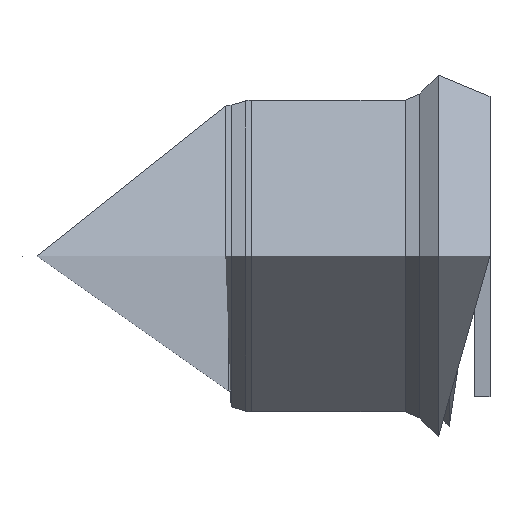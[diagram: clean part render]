
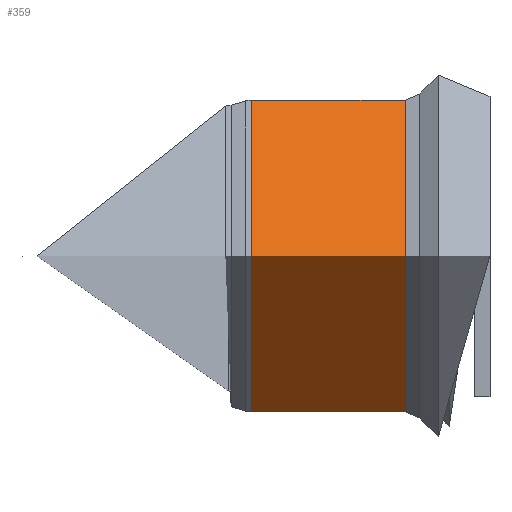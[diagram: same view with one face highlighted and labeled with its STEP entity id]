
A CAD part, top view. The second image highlights one B-rep face of the part: STEP entity #359.
In plain terms, the highlighted free-form (B-spline) face has degree [1, 2] with [2, 9] control points.
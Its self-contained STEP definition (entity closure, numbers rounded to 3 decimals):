
#299 = VERTEX_POINT('',#300);
#300 = CARTESIAN_POINT('',(68.294,0.,15.5));
#306 = EDGE_CURVE('',#307,#299,#309,.T.);
#307 = VERTEX_POINT('',#308);
#308 = CARTESIAN_POINT('',(68.294,15.5,0.));
#309 = ( BOUNDED_CURVE() B_SPLINE_CURVE(2,(#310,#311,#312),
.UNSPECIFIED.,.F.,.F.) B_SPLINE_CURVE_WITH_KNOTS((3,3),(-3.142,
-1.571),.PIECEWISE_BEZIER_KNOTS.) CURVE() 
GEOMETRIC_REPRESENTATION_ITEM() RATIONAL_B_SPLINE_CURVE((1.,
0.707,1.)) REPRESENTATION_ITEM('') );
#310 = CARTESIAN_POINT('',(68.294,15.5,0.));
#311 = CARTESIAN_POINT('',(68.294,15.5,15.5));
#312 = CARTESIAN_POINT('',(68.294,0.,15.5));
#314 = EDGE_CURVE('',#315,#307,#317,.T.);
#315 = VERTEX_POINT('',#316);
#316 = CARTESIAN_POINT('',(68.294,-15.5,0.));
#317 = ( BOUNDED_CURVE() B_SPLINE_CURVE(2,(#318,#319,#320,#321,#322),
.UNSPECIFIED.,.F.,.F.) B_SPLINE_CURVE_WITH_KNOTS((3,2,3),(
    0.,1.571,3.142),.UNSPECIFIED.) 
CURVE() GEOMETRIC_REPRESENTATION_ITEM() RATIONAL_B_SPLINE_CURVE((1.,
0.707,1.,0.707,1.)) REPRESENTATION_ITEM('') );
#318 = CARTESIAN_POINT('',(68.294,-15.5,0.));
#319 = CARTESIAN_POINT('',(68.294,-15.5,-15.5));
#320 = CARTESIAN_POINT('',(68.294,0.,-15.5));
#321 = CARTESIAN_POINT('',(68.294,15.5,-15.5));
#322 = CARTESIAN_POINT('',(68.294,15.5,0.));
#324 = EDGE_CURVE('',#299,#315,#325,.T.);
#325 = ( BOUNDED_CURVE() B_SPLINE_CURVE(2,(#326,#327,#328),
.UNSPECIFIED.,.F.,.F.) B_SPLINE_CURVE_WITH_KNOTS((3,3),(-1.571,
0.),.PIECEWISE_BEZIER_KNOTS.) CURVE() 
GEOMETRIC_REPRESENTATION_ITEM() RATIONAL_B_SPLINE_CURVE((1.,
0.707,1.)) REPRESENTATION_ITEM('') );
#326 = CARTESIAN_POINT('',(68.294,0.,15.5));
#327 = CARTESIAN_POINT('',(68.294,-15.5,15.5));
#328 = CARTESIAN_POINT('',(68.294,-15.5,0.));
#359 = ADVANCED_FACE('',(#360),#397,.T.);
#360 = FACE_BOUND('',#361,.T.);
#361 = EDGE_LOOP('',(#362,#363,#364,#371,#379,#387,#395,#396));
#362 = ORIENTED_EDGE('',*,*,#306,.T.);
#363 = ORIENTED_EDGE('',*,*,#324,.T.);
#364 = ORIENTED_EDGE('',*,*,#365,.T.);
#365 = EDGE_CURVE('',#315,#366,#368,.T.);
#366 = VERTEX_POINT('',#367);
#367 = CARTESIAN_POINT('',(83.579,-15.5,0.));
#368 = B_SPLINE_CURVE_WITH_KNOTS('',1,(#369,#370),.UNSPECIFIED.,.F.,.F.,
  (2,2),(-0.484,0.503),.PIECEWISE_BEZIER_KNOTS.);
#369 = CARTESIAN_POINT('',(68.294,-15.5,0.));
#370 = CARTESIAN_POINT('',(83.579,-15.5,0.));
#371 = ORIENTED_EDGE('',*,*,#372,.F.);
#372 = EDGE_CURVE('',#373,#366,#375,.T.);
#373 = VERTEX_POINT('',#374);
#374 = CARTESIAN_POINT('',(83.579,0.,15.5));
#375 = ( BOUNDED_CURVE() B_SPLINE_CURVE(2,(#376,#377,#378),
.UNSPECIFIED.,.F.,.F.) B_SPLINE_CURVE_WITH_KNOTS((3,3),(1.571,
3.142),.PIECEWISE_BEZIER_KNOTS.) CURVE() 
GEOMETRIC_REPRESENTATION_ITEM() RATIONAL_B_SPLINE_CURVE((1.,
0.707,1.)) REPRESENTATION_ITEM('') );
#376 = CARTESIAN_POINT('',(83.579,0.,15.5));
#377 = CARTESIAN_POINT('',(83.579,-15.5,15.5));
#378 = CARTESIAN_POINT('',(83.579,-15.5,0.));
#379 = ORIENTED_EDGE('',*,*,#380,.F.);
#380 = EDGE_CURVE('',#381,#373,#383,.T.);
#381 = VERTEX_POINT('',#382);
#382 = CARTESIAN_POINT('',(83.579,15.5,0.));
#383 = ( BOUNDED_CURVE() B_SPLINE_CURVE(2,(#384,#385,#386),
.UNSPECIFIED.,.F.,.F.) B_SPLINE_CURVE_WITH_KNOTS((3,3),(0.,
1.571),.PIECEWISE_BEZIER_KNOTS.) CURVE() 
GEOMETRIC_REPRESENTATION_ITEM() RATIONAL_B_SPLINE_CURVE((1.,
0.707,1.)) REPRESENTATION_ITEM('') );
#384 = CARTESIAN_POINT('',(83.579,15.5,0.));
#385 = CARTESIAN_POINT('',(83.579,15.5,15.5));
#386 = CARTESIAN_POINT('',(83.579,0.,15.5));
#387 = ORIENTED_EDGE('',*,*,#388,.F.);
#388 = EDGE_CURVE('',#366,#381,#389,.T.);
#389 = ( BOUNDED_CURVE() B_SPLINE_CURVE(2,(#390,#391,#392,#393,#394),
.UNSPECIFIED.,.F.,.F.) B_SPLINE_CURVE_WITH_KNOTS((3,2,3),(3.142,
4.712,6.283),.PIECEWISE_BEZIER_KNOTS.) CURVE() 
GEOMETRIC_REPRESENTATION_ITEM() RATIONAL_B_SPLINE_CURVE((1.,
0.707,1.,0.707,1.)) REPRESENTATION_ITEM('') );
#390 = CARTESIAN_POINT('',(83.579,-15.5,0.));
#391 = CARTESIAN_POINT('',(83.579,-15.5,-15.5));
#392 = CARTESIAN_POINT('',(83.579,0.,-15.5));
#393 = CARTESIAN_POINT('',(83.579,15.5,-15.5));
#394 = CARTESIAN_POINT('',(83.579,15.5,0.));
#395 = ORIENTED_EDGE('',*,*,#365,.F.);
#396 = ORIENTED_EDGE('',*,*,#314,.T.);
#397 = ( BOUNDED_SURFACE() B_SPLINE_SURFACE(1,2,(
    (#398,#399,#400,#401,#402,#403,#404,#405,#406)
    ,(#407,#408,#409,#410,#411,#412,#413,#414,#415
)),.UNSPECIFIED.,.F.,.T.,.F.) B_SPLINE_SURFACE_WITH_KNOTS((2,2),(1,2,2,2
    ,2,2,1),(-0.503,0.484),(-4.712,
    -3.142,-1.571,0.,1.571,3.142,
4.712),.UNSPECIFIED.) GEOMETRIC_REPRESENTATION_ITEM() 
RATIONAL_B_SPLINE_SURFACE((
    (1.,0.707,1.,0.707,1.,0.707,1.
      ,0.707,1.)
    ,(1.,0.707,1.,0.707,1.,0.707,1.
,0.707,1.))) REPRESENTATION_ITEM('') SURFACE() );
#398 = CARTESIAN_POINT('',(83.579,-15.5,0.));
#399 = CARTESIAN_POINT('',(83.579,-15.5,-15.5));
#400 = CARTESIAN_POINT('',(83.579,0.,-15.5));
#401 = CARTESIAN_POINT('',(83.579,15.5,-15.5));
#402 = CARTESIAN_POINT('',(83.579,15.5,0.));
#403 = CARTESIAN_POINT('',(83.579,15.5,15.5));
#404 = CARTESIAN_POINT('',(83.579,0.,15.5));
#405 = CARTESIAN_POINT('',(83.579,-15.5,15.5));
#406 = CARTESIAN_POINT('',(83.579,-15.5,0.));
#407 = CARTESIAN_POINT('',(68.294,-15.5,0.));
#408 = CARTESIAN_POINT('',(68.294,-15.5,-15.5));
#409 = CARTESIAN_POINT('',(68.294,0.,-15.5));
#410 = CARTESIAN_POINT('',(68.294,15.5,-15.5));
#411 = CARTESIAN_POINT('',(68.294,15.5,0.));
#412 = CARTESIAN_POINT('',(68.294,15.5,15.5));
#413 = CARTESIAN_POINT('',(68.294,0.,15.5));
#414 = CARTESIAN_POINT('',(68.294,-15.5,15.5));
#415 = CARTESIAN_POINT('',(68.294,-15.5,0.));
